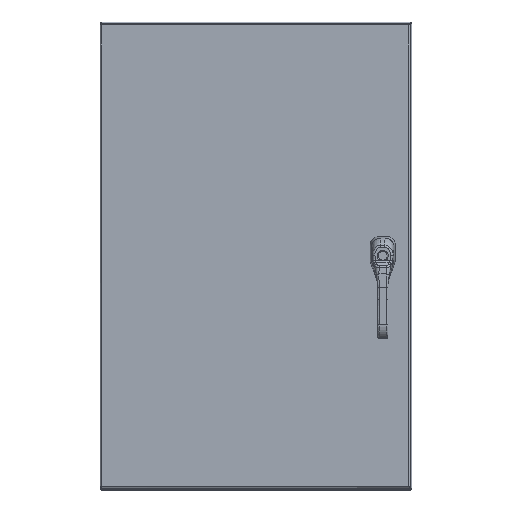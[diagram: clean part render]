
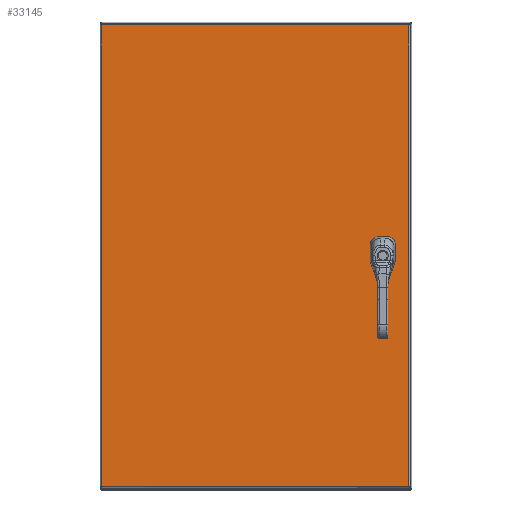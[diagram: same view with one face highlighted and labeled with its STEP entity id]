
A CAD part, top view. The second image highlights one B-rep face of the part: STEP entity #33145.
In plain terms, the highlighted face is planar.
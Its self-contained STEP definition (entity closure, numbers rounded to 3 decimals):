
#1179=FACE_BOUND('',#7422,.T.);
#1180=FACE_BOUND('',#7423,.T.);
#1181=FACE_BOUND('',#7424,.T.);
#1182=FACE_BOUND('',#7425,.T.);
#1544=CIRCLE('',#35331,0.453);
#1546=CIRCLE('',#35335,0.453);
#1548=CIRCLE('',#35339,0.453);
#1550=CIRCLE('',#35343,0.453);
#1552=CIRCLE('',#35347,0.141);
#1554=CIRCLE('',#35350,0.141);
#1556=CIRCLE('',#35353,0.141);
#5165=FACE_OUTER_BOUND('',#7421,.T.);
#7421=EDGE_LOOP('',(#22991,#22992,#22993,#22994));
#7422=EDGE_LOOP('',(#22995,#22996,#22997,#22998,#22999,#23000,#23001,#23002));
#7423=EDGE_LOOP('',(#23003));
#7424=EDGE_LOOP('',(#23004));
#7425=EDGE_LOOP('',(#23005));
#9968=LINE('',#51914,#12152);
#9972=LINE('',#51926,#12156);
#9976=LINE('',#51938,#12160);
#9980=LINE('',#51948,#12164);
#10028=LINE('',#52069,#12212);
#10034=LINE('',#52151,#12218);
#10049=LINE('',#52251,#12233);
#10064=LINE('',#52350,#12248);
#12152=VECTOR('',#39702,0.425);
#12156=VECTOR('',#39714,0.425);
#12160=VECTOR('',#39726,0.425);
#12164=VECTOR('',#39738,0.425);
#12212=VECTOR('',#39838,35.54);
#12218=VECTOR('',#39850,23.665);
#12233=VECTOR('',#39879,35.54);
#12248=VECTOR('',#39908,23.665);
#14341=VERTEX_POINT('',#51905);
#14342=VERTEX_POINT('',#51907);
#14344=VERTEX_POINT('',#51913);
#14346=VERTEX_POINT('',#51919);
#14348=VERTEX_POINT('',#51925);
#14350=VERTEX_POINT('',#51931);
#14352=VERTEX_POINT('',#51937);
#14354=VERTEX_POINT('',#51943);
#14356=VERTEX_POINT('',#51952);
#14358=VERTEX_POINT('',#51957);
#14360=VERTEX_POINT('',#51962);
#14393=VERTEX_POINT('',#52060);
#14394=VERTEX_POINT('',#52068);
#14399=VERTEX_POINT('',#52143);
#14409=VERTEX_POINT('',#52243);
#17495=EDGE_CURVE('',#14342,#14341,#1544,.T.);
#17498=EDGE_CURVE('',#14344,#14342,#9968,.T.);
#17501=EDGE_CURVE('',#14346,#14344,#1546,.T.);
#17504=EDGE_CURVE('',#14348,#14346,#9972,.T.);
#17507=EDGE_CURVE('',#14350,#14348,#1548,.T.);
#17510=EDGE_CURVE('',#14352,#14350,#9976,.T.);
#17513=EDGE_CURVE('',#14354,#14352,#1550,.T.);
#17516=EDGE_CURVE('',#14341,#14354,#9980,.T.);
#17518=EDGE_CURVE('',#14356,#14356,#1552,.T.);
#17520=EDGE_CURVE('',#14358,#14358,#1554,.T.);
#17522=EDGE_CURVE('',#14360,#14360,#1556,.T.);
#17571=EDGE_CURVE('',#14394,#14393,#10028,.T.);
#17581=EDGE_CURVE('',#14393,#14399,#10034,.T.);
#17600=EDGE_CURVE('',#14399,#14409,#10049,.T.);
#17619=EDGE_CURVE('',#14409,#14394,#10064,.T.);
#22991=ORIENTED_EDGE('',*,*,#17571,.T.);
#22992=ORIENTED_EDGE('',*,*,#17581,.T.);
#22993=ORIENTED_EDGE('',*,*,#17600,.T.);
#22994=ORIENTED_EDGE('',*,*,#17619,.T.);
#22995=ORIENTED_EDGE('',*,*,#17495,.T.);
#22996=ORIENTED_EDGE('',*,*,#17516,.T.);
#22997=ORIENTED_EDGE('',*,*,#17513,.T.);
#22998=ORIENTED_EDGE('',*,*,#17510,.T.);
#22999=ORIENTED_EDGE('',*,*,#17507,.T.);
#23000=ORIENTED_EDGE('',*,*,#17504,.T.);
#23001=ORIENTED_EDGE('',*,*,#17501,.T.);
#23002=ORIENTED_EDGE('',*,*,#17498,.T.);
#23003=ORIENTED_EDGE('',*,*,#17518,.T.);
#23004=ORIENTED_EDGE('',*,*,#17520,.T.);
#23005=ORIENTED_EDGE('',*,*,#17522,.T.);
#31755=PLANE('',#35394);
#33145=ADVANCED_FACE('',(#5165,#1179,#1180,#1181,#1182),#31755,.F.);
#35331=AXIS2_PLACEMENT_3D('',#51908,#39696,#39697);
#35335=AXIS2_PLACEMENT_3D('',#51920,#39708,#39709);
#35339=AXIS2_PLACEMENT_3D('',#51932,#39720,#39721);
#35343=AXIS2_PLACEMENT_3D('',#51944,#39732,#39733);
#35347=AXIS2_PLACEMENT_3D('',#51953,#39743,#39744);
#35350=AXIS2_PLACEMENT_3D('',#51958,#39749,#39750);
#35353=AXIS2_PLACEMENT_3D('',#51963,#39755,#39756);
#35394=AXIS2_PLACEMENT_3D('',#52436,#39933,#39934);
#39696=DIRECTION('center_axis',(0.,0.,1.));
#39697=DIRECTION('ref_axis',(-0.469,-0.883,0.));
#39702=DIRECTION('',(0.,1.,0.));
#39708=DIRECTION('center_axis',(0.,0.,1.));
#39709=DIRECTION('ref_axis',(-0.883,0.469,0.));
#39714=DIRECTION('',(1.,0.,0.));
#39720=DIRECTION('center_axis',(0.,0.,1.));
#39721=DIRECTION('ref_axis',(0.469,0.883,0.));
#39726=DIRECTION('',(0.,-1.,0.));
#39732=DIRECTION('center_axis',(0.,0.,1.));
#39733=DIRECTION('ref_axis',(0.883,-0.469,0.));
#39738=DIRECTION('',(-1.,0.,0.));
#39743=DIRECTION('center_axis',(0.,0.,1.));
#39744=DIRECTION('ref_axis',(1.,0.,0.));
#39749=DIRECTION('center_axis',(0.,0.,1.));
#39750=DIRECTION('ref_axis',(1.,0.,0.));
#39755=DIRECTION('center_axis',(0.,0.,1.));
#39756=DIRECTION('ref_axis',(1.,0.,0.));
#39838=DIRECTION('',(0.,-1.,0.));
#39850=DIRECTION('',(-1.,0.,0.));
#39879=DIRECTION('',(0.,1.,0.));
#39908=DIRECTION('',(1.,0.,0.));
#39933=DIRECTION('center_axis',(0.,0.,1.));
#39934=DIRECTION('ref_axis',(1.,0.,0.));
#51905=CARTESIAN_POINT('',(2.338,18.275,0.));
#51907=CARTESIAN_POINT('',(2.525,18.088,0.));
#51908=CARTESIAN_POINT('Origin',(2.125,17.875,0.));
#51913=CARTESIAN_POINT('',(2.525,17.662,0.));
#51914=CARTESIAN_POINT('',(2.525,17.981,0.));
#51919=CARTESIAN_POINT('',(2.338,17.475,0.));
#51920=CARTESIAN_POINT('Origin',(2.125,17.875,0.));
#51925=CARTESIAN_POINT('',(1.912,17.475,0.));
#51926=CARTESIAN_POINT('',(7.138,17.475,0.));
#51931=CARTESIAN_POINT('',(1.725,17.662,0.));
#51932=CARTESIAN_POINT('Origin',(2.125,17.875,0.));
#51937=CARTESIAN_POINT('',(1.725,18.088,0.));
#51938=CARTESIAN_POINT('',(1.725,17.769,0.));
#51943=CARTESIAN_POINT('',(1.912,18.275,0.));
#51944=CARTESIAN_POINT('Origin',(2.125,17.875,0.));
#51948=CARTESIAN_POINT('',(6.925,18.275,0.));
#51952=CARTESIAN_POINT('',(1.985,16.497,0.));
#51953=CARTESIAN_POINT('Origin',(2.125,16.497,0.));
#51957=CARTESIAN_POINT('',(1.985,16.989,0.));
#51958=CARTESIAN_POINT('Origin',(2.125,16.989,0.));
#51962=CARTESIAN_POINT('',(1.985,18.76,0.));
#51963=CARTESIAN_POINT('Origin',(2.125,18.76,0.));
#52060=CARTESIAN_POINT('',(23.77,0.105,0.));
#52068=CARTESIAN_POINT('',(23.77,35.645,0.));
#52069=CARTESIAN_POINT('',(23.77,26.76,0.));
#52143=CARTESIAN_POINT('',(0.105,0.105,0.));
#52151=CARTESIAN_POINT('',(17.854,0.105,0.));
#52243=CARTESIAN_POINT('',(0.105,35.645,0.));
#52251=CARTESIAN_POINT('',(0.105,8.99,0.));
#52350=CARTESIAN_POINT('',(6.021,35.645,0.));
#52436=CARTESIAN_POINT('Origin',(11.938,17.875,0.));
